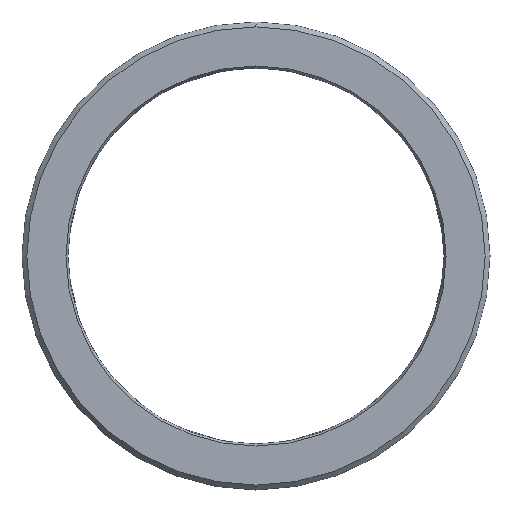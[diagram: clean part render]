
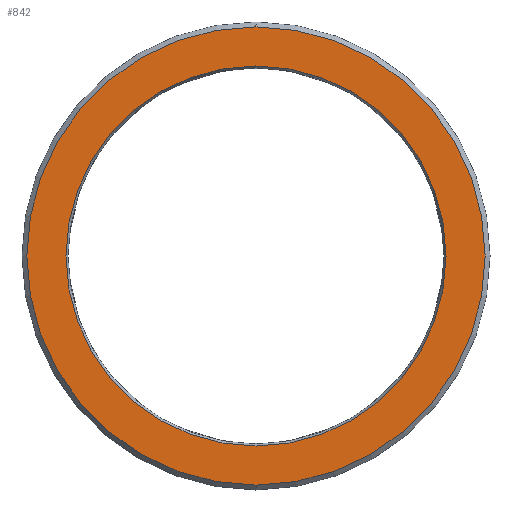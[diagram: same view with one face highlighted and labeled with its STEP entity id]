
A CAD part, left-side view. The second image highlights one B-rep face of the part: STEP entity #842.
In plain terms, the highlighted planar face has unit normal (-1, 0, 0).
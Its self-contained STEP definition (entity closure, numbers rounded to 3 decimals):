
#89 = EDGE_CURVE ( 'NONE', #101, #1681, #1058, .T. ) ;
#101 = VERTEX_POINT ( 'NONE', #445 ) ;
#109 = ORIENTED_EDGE ( 'NONE', *, *, #1229, .T. ) ;
#168 = EDGE_LOOP ( 'NONE', ( #830, #944 ) ) ;
#234 = EDGE_LOOP ( 'NONE', ( #362, #109 ) ) ;
#263 = VERTEX_POINT ( 'NONE', #1451 ) ;
#271 = CARTESIAN_POINT ( 'NONE',  ( 12.72, 0., -23.876 ) ) ;
#292 = CARTESIAN_POINT ( 'NONE',  ( 12.72, 19.39, 0. ) ) ;
#333 = DIRECTION ( 'NONE',  ( 0., -1., 0. ) ) ;
#337 = CARTESIAN_POINT ( 'NONE',  ( 12.72, 0., -23.376 ) ) ;
#362 = ORIENTED_EDGE ( 'NONE', *, *, #1011, .T. ) ;
#384 = CIRCLE ( 'NONE', #1368, 19.39 ) ;
#386 = DIRECTION ( 'NONE',  ( 0., -1., 0. ) ) ;
#401 = FACE_OUTER_BOUND ( 'NONE', #168, .T. ) ;
#445 = CARTESIAN_POINT ( 'NONE',  ( 12.72, 0., 23.376 ) ) ;
#463 = AXIS2_PLACEMENT_3D ( 'NONE', #1160, #768, #619 ) ;
#609 = EDGE_CURVE ( 'NONE', #1681, #101, #745, .T. ) ;
#619 = DIRECTION ( 'NONE',  ( 0., -1., 0. ) ) ;
#745 = CIRCLE ( 'NONE', #463, 23.376 ) ;
#751 = AXIS2_PLACEMENT_3D ( 'NONE', #271, #936, #386 ) ;
#768 = DIRECTION ( 'NONE',  ( -1., 0., 0. ) ) ;
#818 = CARTESIAN_POINT ( 'NONE',  ( 12.72, 0., 0. ) ) ;
#830 = ORIENTED_EDGE ( 'NONE', *, *, #609, .T. ) ;
#842 = ADVANCED_FACE ( 'NONE', ( #1207, #401 ), #1070, .T. ) ;
#873 = DIRECTION ( 'NONE',  ( -1., 0., 0. ) ) ;
#909 = DIRECTION ( 'NONE',  ( 0., -1., 0. ) ) ;
#924 = AXIS2_PLACEMENT_3D ( 'NONE', #818, #1094, #1506 ) ;
#936 = DIRECTION ( 'NONE',  ( -1., 0., 0. ) ) ;
#941 = DIRECTION ( 'NONE',  ( 1., 0., 0. ) ) ;
#944 = ORIENTED_EDGE ( 'NONE', *, *, #89, .T. ) ;
#1011 = EDGE_CURVE ( 'NONE', #263, #1544, #384, .T. ) ;
#1058 = CIRCLE ( 'NONE', #1060, 23.376 ) ;
#1060 = AXIS2_PLACEMENT_3D ( 'NONE', #1136, #873, #333 ) ;
#1070 = PLANE ( 'NONE',  #751 ) ;
#1094 = DIRECTION ( 'NONE',  ( 1., 0., 0. ) ) ;
#1136 = CARTESIAN_POINT ( 'NONE',  ( 12.72, 0., 0. ) ) ;
#1160 = CARTESIAN_POINT ( 'NONE',  ( 12.72, 0., 0. ) ) ;
#1207 = FACE_BOUND ( 'NONE', #234, .T. ) ;
#1229 = EDGE_CURVE ( 'NONE', #1544, #263, #1569, .T. ) ;
#1368 = AXIS2_PLACEMENT_3D ( 'NONE', #1577, #941, #909 ) ;
#1451 = CARTESIAN_POINT ( 'NONE',  ( 12.72, -19.39, 0. ) ) ;
#1506 = DIRECTION ( 'NONE',  ( 0., -1., 0. ) ) ;
#1544 = VERTEX_POINT ( 'NONE', #292 ) ;
#1569 = CIRCLE ( 'NONE', #924, 19.39 ) ;
#1577 = CARTESIAN_POINT ( 'NONE',  ( 12.72, 0., 0. ) ) ;
#1681 = VERTEX_POINT ( 'NONE', #337 ) ;
